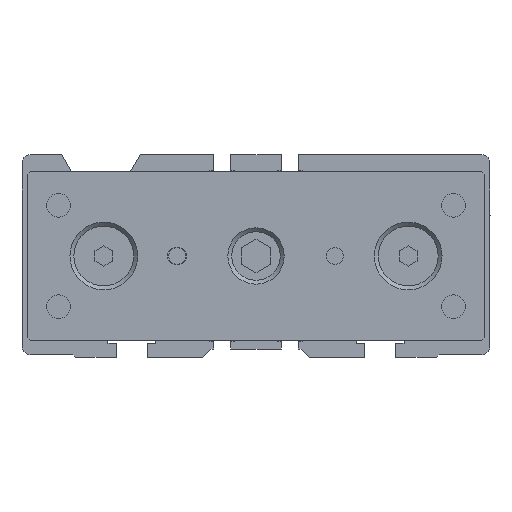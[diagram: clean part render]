
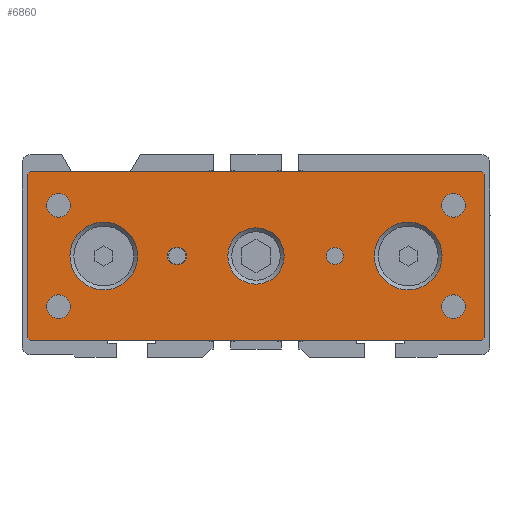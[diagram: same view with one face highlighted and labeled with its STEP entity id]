
A CAD part, left-side view. The second image highlights one B-rep face of the part: STEP entity #6860.
In plain terms, the highlighted planar face has unit normal (-1, 0, 0).
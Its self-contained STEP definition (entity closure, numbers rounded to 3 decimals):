
#6247=CARTESIAN_POINT('',(0.,-385.75,-1.5));
#6248=VERTEX_POINT('Vertex284',#6247);
#6255=CARTESIAN_POINT('',(0.,-386.25,-1.5));
#6256=VERTEX_POINT('Vertex285',#6255);
#6257=CARTESIAN_POINT('',(0.,-386.,-1.5));
#6258=DIRECTION('',(0.,1.,0.));
#6259=VECTOR('',#6258,1.);
#6260=LINE('nurbsCrv391',#6257,#6259);
#6261=EDGE_CURVE('Edge391',#6256,#6248,#6260,.T.);
#6339=CARTESIAN_POINT('',(0.,-415.5,0.));
#6340=VERTEX_POINT('Vertex289',#6339);
#6341=CARTESIAN_POINT('',(0.,-414.,0.));
#6342=DIRECTION('',(1.,0.,0.));
#6343=DIRECTION('',(0.,-1.,0.));
#6344=AXIS2_PLACEMENT_3D('',#6341,#6342,#6343);
#6345=CIRCLE('nurbsCrv398',#6344,1.5);
#6346=EDGE_CURVE('Edge398',#6340,#6340,#6345,.T.);
#6357=CARTESIAN_POINT('',(0.,-385.75,1.5));
#6358=VERTEX_POINT('Vertex290',#6357);
#6365=CARTESIAN_POINT('',(0.,-385.75,0.));
#6366=DIRECTION('',(1.,0.,0.));
#6367=DIRECTION('',(0.,0.,-1.));
#6368=AXIS2_PLACEMENT_3D('',#6365,#6366,#6367);
#6369=CIRCLE('nurbsCrv400',#6368,1.5);
#6370=EDGE_CURVE('Edge400',#6248,#6358,#6369,.T.);
#6383=CARTESIAN_POINT('',(0.,-386.25,1.5));
#6384=VERTEX_POINT('Vertex291',#6383);
#6385=CARTESIAN_POINT('',(0.,-386.25,0.));
#6386=DIRECTION('',(1.,0.,0.));
#6387=DIRECTION('',(0.,0.,1.));
#6388=AXIS2_PLACEMENT_3D('',#6385,#6386,#6387);
#6389=CIRCLE('nurbsCrv401',#6388,1.5);
#6390=EDGE_CURVE('Edge401',#6384,#6256,#6389,.T.);
#6408=CARTESIAN_POINT('',(0.,-386.,1.5));
#6409=DIRECTION('',(0.,-1.,0.));
#6410=VECTOR('',#6409,1.);
#6411=LINE('nurbsCrv403',#6408,#6410);
#6412=EDGE_CURVE('Edge403',#6358,#6384,#6411,.T.);
#6424=CARTESIAN_POINT('',(0.,-433.,0.));
#6425=VERTEX_POINT('Vertex292',#6424);
#6426=CARTESIAN_POINT('',(0.,-427.,0.));
#6427=DIRECTION('',(1.,0.,0.));
#6428=DIRECTION('',(0.,-1.,0.));
#6429=AXIS2_PLACEMENT_3D('',#6426,#6427,#6428);
#6430=CIRCLE('nurbsCrv404',#6429,6.);
#6431=EDGE_CURVE('Edge404',#6425,#6425,#6430,.T.);
#6444=CARTESIAN_POINT('',(0.,-405.,0.));
#6445=VERTEX_POINT('Vertex293',#6444);
#6446=CARTESIAN_POINT('',(0.,-400.,0.));
#6447=DIRECTION('',(1.,0.,0.));
#6448=DIRECTION('',(0.,-1.,0.));
#6449=AXIS2_PLACEMENT_3D('',#6446,#6447,#6448);
#6450=CIRCLE('nurbsCrv405',#6449,5.);
#6451=EDGE_CURVE('Edge405',#6445,#6445,#6450,.T.);
#6464=CARTESIAN_POINT('',(0.,-379.,0.));
#6465=VERTEX_POINT('Vertex294',#6464);
#6466=CARTESIAN_POINT('',(0.,-373.,0.));
#6467=DIRECTION('',(1.,0.,0.));
#6468=DIRECTION('',(0.,-1.,0.));
#6469=AXIS2_PLACEMENT_3D('',#6466,#6467,#6468);
#6470=CIRCLE('nurbsCrv406',#6469,6.);
#6471=EDGE_CURVE('Edge406',#6465,#6465,#6470,.T.);
#6504=CARTESIAN_POINT('',(0.,-437.1,-9.));
#6505=VERTEX_POINT('Vertex296',#6504);
#6506=CARTESIAN_POINT('',(0.,-435.,-9.));
#6507=DIRECTION('',(1.,0.,0.));
#6508=DIRECTION('',(0.,-1.,0.));
#6509=AXIS2_PLACEMENT_3D('',#6506,#6507,#6508);
#6510=CIRCLE('nurbsCrv408',#6509,2.1);
#6511=EDGE_CURVE('Edge408',#6505,#6505,#6510,.T.);
#6541=CARTESIAN_POINT('',(0.,-437.1,9.));
#6542=VERTEX_POINT('Vertex298',#6541);
#6543=CARTESIAN_POINT('',(0.,-435.,9.));
#6544=DIRECTION('',(1.,0.,0.));
#6545=DIRECTION('',(0.,-1.,0.));
#6546=AXIS2_PLACEMENT_3D('',#6543,#6544,#6545);
#6547=CIRCLE('nurbsCrv410',#6546,2.1);
#6548=EDGE_CURVE('Edge410',#6542,#6542,#6547,.T.);
#6578=CARTESIAN_POINT('',(0.,-367.1,-9.));
#6579=VERTEX_POINT('Vertex300',#6578);
#6580=CARTESIAN_POINT('',(0.,-365.,-9.));
#6581=DIRECTION('',(1.,0.,0.));
#6582=DIRECTION('',(0.,-1.,0.));
#6583=AXIS2_PLACEMENT_3D('',#6580,#6581,#6582);
#6584=CIRCLE('nurbsCrv412',#6583,2.1);
#6585=EDGE_CURVE('Edge412',#6579,#6579,#6584,.T.);
#6615=CARTESIAN_POINT('',(0.,-367.1,9.));
#6616=VERTEX_POINT('Vertex302',#6615);
#6617=CARTESIAN_POINT('',(0.,-365.,9.));
#6618=DIRECTION('',(1.,0.,0.));
#6619=DIRECTION('',(0.,-1.,0.));
#6620=AXIS2_PLACEMENT_3D('',#6617,#6618,#6619);
#6621=CIRCLE('nurbsCrv414',#6620,2.1);
#6622=EDGE_CURVE('Edge414',#6616,#6616,#6621,.T.);
#6642=CARTESIAN_POINT('',(0.,-359.5,14.5));
#6643=VERTEX_POINT('Vertex305',#6642);
#6650=CARTESIAN_POINT('',(0.,-360.,15.));
#6651=VERTEX_POINT('Vertex306',#6650);
#6652=CARTESIAN_POINT('',(0.,-359.75,14.75));
#6653=DIRECTION('',(0.,0.707,-0.707));
#6654=VECTOR('',#6653,1.);
#6655=LINE('nurbsCrv417',#6652,#6654);
#6656=EDGE_CURVE('Edge417',#6651,#6643,#6655,.T.);
#6680=CARTESIAN_POINT('',(0.,-359.5,-14.5));
#6681=VERTEX_POINT('Vertex308',#6680);
#6688=CARTESIAN_POINT('',(0.,-359.5,0.));
#6689=DIRECTION('',(0.,0.,1.));
#6690=VECTOR('',#6689,1.);
#6691=LINE('nurbsCrv421',#6688,#6690);
#6692=EDGE_CURVE('Edge421',#6681,#6643,#6691,.T.);
#6711=CARTESIAN_POINT('',(0.,-360.,-15.));
#6712=VERTEX_POINT('Vertex310',#6711);
#6719=CARTESIAN_POINT('',(0.,-359.75,-14.75));
#6720=DIRECTION('',(0.,0.707,0.707));
#6721=VECTOR('',#6720,1.);
#6722=LINE('nurbsCrv424',#6719,#6721);
#6723=EDGE_CURVE('Edge424',#6712,#6681,#6722,.T.);
#6742=CARTESIAN_POINT('',(0.,-440.,-15.));
#6743=VERTEX_POINT('Vertex312',#6742);
#6750=CARTESIAN_POINT('',(0.,-400.,-15.));
#6751=DIRECTION('',(0.,1.,0.));
#6752=VECTOR('',#6751,1.);
#6753=LINE('nurbsCrv427',#6750,#6752);
#6754=EDGE_CURVE('Edge427',#6743,#6712,#6753,.T.);
#6773=CARTESIAN_POINT('',(0.,-440.5,-14.5));
#6774=VERTEX_POINT('Vertex314',#6773);
#6781=CARTESIAN_POINT('',(0.,-440.25,-14.75));
#6782=DIRECTION('',(0.,-0.707,0.707));
#6783=VECTOR('',#6782,1.);
#6784=LINE('nurbsCrv430',#6781,#6783);
#6785=EDGE_CURVE('Edge430',#6743,#6774,#6784,.T.);
#6796=CARTESIAN_POINT('',(0.,-440.5,14.5));
#6797=VERTEX_POINT('Vertex316',#6796);
#6798=CARTESIAN_POINT('',(0.,-440.,15.));
#6799=VERTEX_POINT('Vertex315',#6798);
#6800=CARTESIAN_POINT('',(0.,-440.25,14.75));
#6801=DIRECTION('',(0.,0.707,0.707));
#6802=VECTOR('',#6801,1.);
#6803=LINE('nurbsCrv431',#6800,#6802);
#6804=EDGE_CURVE('Edge431',#6797,#6799,#6803,.T.);
#6805=ORIENTED_EDGE('Edgeuse832',*,*,#6804,.T.);
#6806=CARTESIAN_POINT('',(0.,-400.,15.));
#6807=DIRECTION('',(0.,1.,0.));
#6808=VECTOR('',#6807,1.);
#6809=LINE('nurbsCrv432',#6806,#6808);
#6810=EDGE_CURVE('Edge432',#6799,#6651,#6809,.T.);
#6811=ORIENTED_EDGE('Edgeuse833',*,*,#6810,.T.);
#6812=ORIENTED_EDGE('Edgeuse834',*,*,#6656,.T.);
#6813=ORIENTED_EDGE('Edgeuse835',*,*,#6692,.F.);
#6814=ORIENTED_EDGE('Edgeuse836',*,*,#6723,.F.);
#6815=ORIENTED_EDGE('Edgeuse837',*,*,#6754,.F.);
#6816=ORIENTED_EDGE('Edgeuse838',*,*,#6785,.T.);
#6817=CARTESIAN_POINT('',(0.,-440.5,0.));
#6818=DIRECTION('',(0.,0.,1.));
#6819=VECTOR('',#6818,1.);
#6820=LINE('nurbsCrv433',#6817,#6819);
#6821=EDGE_CURVE('Edge433',#6774,#6797,#6820,.T.);
#6822=ORIENTED_EDGE('Edgeuse839',*,*,#6821,.T.);
#6823=EDGE_LOOP('',(#6805,#6811,#6812,#6813,#6814,#6815,#6816,#6822));
#6824=FACE_OUTER_BOUND('',#6823,.T.);
#6825=ORIENTED_EDGE('Edgeuse840',*,*,#6431,.T.);
#6826=EDGE_LOOP('',(#6825));
#6827=FACE_BOUND('',#6826,.T.);
#6828=ORIENTED_EDGE('Edgeuse841',*,*,#6451,.T.);
#6829=EDGE_LOOP('',(#6828));
#6830=FACE_BOUND('',#6829,.T.);
#6831=ORIENTED_EDGE('Edgeuse842',*,*,#6471,.T.);
#6832=EDGE_LOOP('',(#6831));
#6833=FACE_BOUND('',#6832,.T.);
#6834=ORIENTED_EDGE('Edgeuse843',*,*,#6346,.T.);
#6835=EDGE_LOOP('',(#6834));
#6836=FACE_BOUND('',#6835,.T.);
#6837=ORIENTED_EDGE('Edgeuse844',*,*,#6370,.T.);
#6838=ORIENTED_EDGE('Edgeuse845',*,*,#6412,.T.);
#6839=ORIENTED_EDGE('Edgeuse846',*,*,#6390,.T.);
#6840=ORIENTED_EDGE('Edgeuse847',*,*,#6261,.T.);
#6841=EDGE_LOOP('',(#6837,#6838,#6839,#6840));
#6842=FACE_BOUND('',#6841,.T.);
#6843=ORIENTED_EDGE('Edgeuse828',*,*,#6622,.T.);
#6844=EDGE_LOOP('',(#6843));
#6845=FACE_BOUND('',#6844,.T.);
#6846=ORIENTED_EDGE('Edgeuse829',*,*,#6585,.T.);
#6847=EDGE_LOOP('',(#6846));
#6848=FACE_BOUND('',#6847,.T.);
#6849=ORIENTED_EDGE('Edgeuse830',*,*,#6548,.T.);
#6850=EDGE_LOOP('',(#6849));
#6851=FACE_BOUND('',#6850,.T.);
#6852=ORIENTED_EDGE('Edgeuse831',*,*,#6511,.T.);
#6853=EDGE_LOOP('',(#6852));
#6854=FACE_BOUND('',#6853,.T.);
#6855=CARTESIAN_POINT('',(0.,-400.,0.));
#6856=DIRECTION('',(-1.,0.,0.));
#6857=DIRECTION('',(0.,-1.,0.));
#6858=AXIS2_PLACEMENT_3D('',#6855,#6856,#6857);
#6859=PLANE('nurbsSrf197',#6858);
#6860=ADVANCED_FACE('Face197',(#6824,#6827,#6830,#6833,#6836,#6842,#6845,#6848,
#6851,#6854),#6859,.T.);
